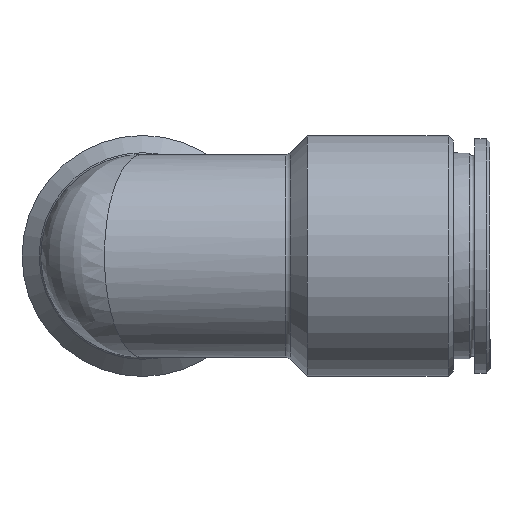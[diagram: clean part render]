
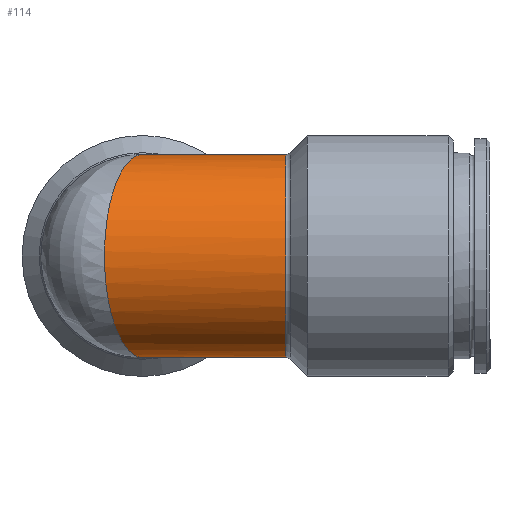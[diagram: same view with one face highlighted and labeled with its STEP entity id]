
A CAD part, left-side view. The second image highlights one B-rep face of the part: STEP entity #114.
In plain terms, the highlighted cylindrical face has radius 8 mm (diameter 16 mm), a full revolution.
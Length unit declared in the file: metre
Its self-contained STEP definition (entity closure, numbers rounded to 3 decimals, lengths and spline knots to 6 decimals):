
#114 = ADVANCED_FACE( 'NONE', ( #257, #258 ), #259, .T. );
#257 = FACE_OUTER_BOUND( '', #634, .T. );
#258 = FACE_OUTER_BOUND( '', #635, .T. );
#259 = CYLINDRICAL_SURFACE( '', #636, 0.008 );
#634 = EDGE_LOOP( '', ( #845 ) );
#635 = EDGE_LOOP( '', ( #846, #847 ) );
#636 = AXIS2_PLACEMENT_3D( '', #848, #849, #850 );
#845 = ORIENTED_EDGE( '', *, *, #965, .T. );
#846 = ORIENTED_EDGE( '', *, *, #988, .T. );
#847 = ORIENTED_EDGE( '', *, *, #976, .T. );
#848 = CARTESIAN_POINT( '', ( 0., 0.022627, 0. ) );
#849 = DIRECTION( '', ( 0., 1., 0. ) );
#850 = DIRECTION( '', ( 0., 0., -1. ) );
#965 = EDGE_CURVE( 'NONE', #1069, #1069, #1070, .T. );
#976 = EDGE_CURVE( 'NONE', #1052, #1051, #1086, .T. );
#988 = EDGE_CURVE( 'NONE', #1051, #1052, #1102, .T. );
#1051 = VERTEX_POINT( 'NONE', #1173 );
#1052 = VERTEX_POINT( 'NONE', #1174 );
#1069 = VERTEX_POINT( '', #1291 );
#1070 = CIRCLE( '', #1292, 0.008 );
#1086 = B_SPLINE_CURVE_WITH_KNOTS( '', 3, ( #1328, #1329, #1330, #1331, #1332, #1333, #1334, #1335, #1336, #1337, #1338, #1339, #1340, #1341, #1342, #1343, #1344, #1345, #1346, #1347, #1348, #1349, #1350, #1351, #1352, #1353, #1354, #1355, #1356, #1357 ), .UNSPECIFIED., .F., .F., ( 4, 1, 1, 1, 1, 1, 1, 1, 1, 1, 1, 1, 1, 1, 1, 1, 1, 1, 1, 1, 1, 1, 1, 1, 1, 1, 1, 4 ), ( 0., 0.01213, 0.023637, 0.034522, 0.044784, 0.054424, 0.063441, 0.071836, 0.079608, 0.086758, 0.093285, 0.155428, 0.210055, 0.281963, 0.348575, 0.425359, 0.500005, 0.574649, 0.651435, 0.718045, 0.789954, 0.84458, 0.906724, 0.9204, 0.936565, 0.955221, 0.976366, 1. ), .UNSPECIFIED. );
#1102 = B_SPLINE_CURVE_WITH_KNOTS( '', 3, ( #1383, #1384, #1385, #1386, #1387, #1388, #1389, #1390, #1391, #1392, #1393, #1394, #1395, #1396, #1397, #1398, #1399, #1400, #1401, #1402, #1403, #1404, #1405, #1406, #1407, #1408, #1409, #1410, #1411, #1412, #1413, #1414 ), .UNSPECIFIED., .F., .F., ( 4, 1, 1, 1, 1, 1, 1, 1, 1, 1, 1, 1, 1, 1, 1, 1, 1, 1, 1, 1, 1, 1, 1, 1, 1, 1, 1, 1, 1, 4 ), ( 0., 0.01381, 0.026899, 0.039268, 0.050916, 0.061843, 0.07205, 0.081537, 0.090302, 0.098348, 0.105672, 0.174392, 0.232827, 0.305901, 0.36919, 0.435438, 0.468075, 0.500003, 0.531929, 0.564568, 0.630816, 0.694104, 0.767179, 0.825612, 0.894333, 0.909702, 0.927954, 0.949087, 0.973102, 1. ), .UNSPECIFIED. );
#1173 = CARTESIAN_POINT( '', ( 0., 0., -0.008 ) );
#1174 = CARTESIAN_POINT( '', ( 0., 0., 0.008 ) );
#1291 = CARTESIAN_POINT( '', ( 0., -0.011293, 0.008 ) );
#1292 = AXIS2_PLACEMENT_3D( '', #1495, #1496, #1497 );
#1328 = CARTESIAN_POINT( '', ( 0., 0., 0.008 ) );
#1329 = CARTESIAN_POINT( '', ( -0.000098, 0.000037, 0.007999 ) );
#1330 = CARTESIAN_POINT( '', ( -0.00029, 0.000109, 0.007997 ) );
#1331 = CARTESIAN_POINT( '', ( -0.000569, 0.000213, 0.007981 ) );
#1332 = CARTESIAN_POINT( '', ( -0.000833, 0.000312, 0.007958 ) );
#1333 = CARTESIAN_POINT( '', ( -0.001081, 0.000405, 0.007928 ) );
#1334 = CARTESIAN_POINT( '', ( -0.001312, 0.000492, 0.007893 ) );
#1335 = CARTESIAN_POINT( '', ( -0.001529, 0.000573, 0.007854 ) );
#1336 = CARTESIAN_POINT( '', ( -0.001729, 0.000648, 0.007812 ) );
#1337 = CARTESIAN_POINT( '', ( -0.001913, 0.000717, 0.007769 ) );
#1338 = CARTESIAN_POINT( '', ( -0.002082, 0.000781, 0.007725 ) );
#1339 = CARTESIAN_POINT( '', ( -0.002676, 0.001004, 0.007558 ) );
#1340 = CARTESIAN_POINT( '', ( -0.003618, 0.001356, 0.007184 ) );
#1341 = CARTESIAN_POINT( '', ( -0.004942, 0.001854, 0.006357 ) );
#1342 = CARTESIAN_POINT( '', ( -0.006127, 0.002297, 0.005243 ) );
#1343 = CARTESIAN_POINT( '', ( -0.007159, 0.002685, 0.003725 ) );
#1344 = CARTESIAN_POINT( '', ( -0.007839, 0.002939, 0.001961 ) );
#1345 = CARTESIAN_POINT( '', ( -0.008079, 0.00303, 0. ) );
#1346 = CARTESIAN_POINT( '', ( -0.007839, 0.002939, -0.001961 ) );
#1347 = CARTESIAN_POINT( '', ( -0.007159, 0.002685, -0.003725 ) );
#1348 = CARTESIAN_POINT( '', ( -0.006127, 0.002297, -0.005243 ) );
#1349 = CARTESIAN_POINT( '', ( -0.004942, 0.001854, -0.006357 ) );
#1350 = CARTESIAN_POINT( '', ( -0.003618, 0.001356, -0.007184 ) );
#1351 = CARTESIAN_POINT( '', ( -0.002621, 0.000983, -0.00758 ) );
#1352 = CARTESIAN_POINT( '', ( -0.001899, 0.000712, -0.007774 ) );
#1353 = CARTESIAN_POINT( '', ( -0.001514, 0.000567, -0.007859 ) );
#1354 = CARTESIAN_POINT( '', ( -0.001066, 0.000399, -0.007933 ) );
#1355 = CARTESIAN_POINT( '', ( -0.000554, 0.000208, -0.007989 ) );
#1356 = CARTESIAN_POINT( '', ( -0.000191, 0.000072, -0.007996 ) );
#1357 = CARTESIAN_POINT( '', ( 0., 0., -0.008 ) );
#1383 = CARTESIAN_POINT( '', ( 0., 0., -0.008 ) );
#1384 = CARTESIAN_POINT( '', ( 0.000098, -0.000104, -0.007999 ) );
#1385 = CARTESIAN_POINT( '', ( 0.00029, -0.000308, -0.007997 ) );
#1386 = CARTESIAN_POINT( '', ( 0.000569, -0.000604, -0.007981 ) );
#1387 = CARTESIAN_POINT( '', ( 0.000833, -0.000883, -0.007958 ) );
#1388 = CARTESIAN_POINT( '', ( 0.00108, -0.001146, -0.007928 ) );
#1389 = CARTESIAN_POINT( '', ( 0.001312, -0.001393, -0.007893 ) );
#1390 = CARTESIAN_POINT( '', ( 0.001528, -0.001622, -0.007854 ) );
#1391 = CARTESIAN_POINT( '', ( 0.001728, -0.001835, -0.007812 ) );
#1392 = CARTESIAN_POINT( '', ( 0.001913, -0.002032, -0.007769 ) );
#1393 = CARTESIAN_POINT( '', ( 0.002082, -0.002212, -0.007725 ) );
#1394 = CARTESIAN_POINT( '', ( 0.002669, -0.002836, -0.00756 ) );
#1395 = CARTESIAN_POINT( '', ( 0.003597, -0.003819, -0.007194 ) );
#1396 = CARTESIAN_POINT( '', ( 0.004909, -0.005217, -0.006381 ) );
#1397 = CARTESIAN_POINT( '', ( 0.006088, -0.006466, -0.005288 ) );
#1398 = CARTESIAN_POINT( '', ( 0.007119, -0.007564, -0.003798 ) );
#1399 = CARTESIAN_POINT( '', ( 0.007708, -0.00819, -0.002317 ) );
#1400 = CARTESIAN_POINT( '', ( 0.007958, -0.008455, -0.001003 ) );
#1401 = CARTESIAN_POINT( '', ( 0.008021, -0.008522, 0. ) );
#1402 = CARTESIAN_POINT( '', ( 0.007958, -0.008455, 0.001003 ) );
#1403 = CARTESIAN_POINT( '', ( 0.007708, -0.00819, 0.002317 ) );
#1404 = CARTESIAN_POINT( '', ( 0.007119, -0.007564, 0.003798 ) );
#1405 = CARTESIAN_POINT( '', ( 0.006088, -0.006466, 0.005288 ) );
#1406 = CARTESIAN_POINT( '', ( 0.004909, -0.005217, 0.006381 ) );
#1407 = CARTESIAN_POINT( '', ( 0.003597, -0.003819, 0.007194 ) );
#1408 = CARTESIAN_POINT( '', ( 0.002613, -0.002777, 0.007582 ) );
#1409 = CARTESIAN_POINT( '', ( 0.001898, -0.002016, 0.007774 ) );
#1410 = CARTESIAN_POINT( '', ( 0.001513, -0.001606, 0.007859 ) );
#1411 = CARTESIAN_POINT( '', ( 0.001065, -0.00113, 0.007933 ) );
#1412 = CARTESIAN_POINT( '', ( 0.000554, -0.000588, 0.007989 ) );
#1413 = CARTESIAN_POINT( '', ( 0.000191, -0.000203, 0.007996 ) );
#1414 = CARTESIAN_POINT( '', ( 0., 0., 0.008 ) );
#1495 = CARTESIAN_POINT( '', ( 0., -0.011293, 0. ) );
#1496 = DIRECTION( '', ( 0., 1., 0. ) );
#1497 = DIRECTION( '', ( 0., 0., 1. ) );
